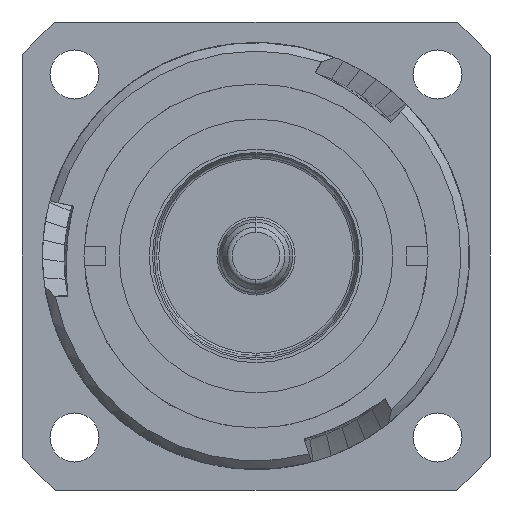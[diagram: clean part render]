
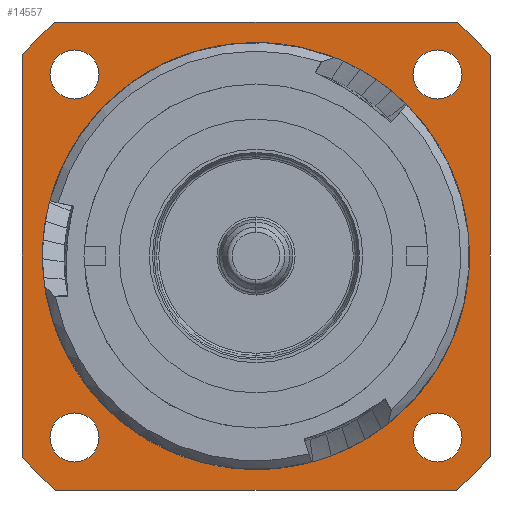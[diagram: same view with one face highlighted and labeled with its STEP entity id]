
A CAD part, left-side view. The second image highlights one B-rep face of the part: STEP entity #14557.
In plain terms, the highlighted planar face has unit normal (-1, 0, 0).
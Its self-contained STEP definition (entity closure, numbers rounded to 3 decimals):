
#334=CARTESIAN_POINT('',(23.15,0.,0.));
#335=DIRECTION('',(1.,0.,0.));
#336=DIRECTION('',(0.,1.,0.));
#337=AXIS2_PLACEMENT_3D('',#334,#335,#336);
#1278=CARTESIAN_POINT('',(23.15,0.,0.));
#1279=DIRECTION('',(-1.,0.,0.));
#1280=DIRECTION('',(0.,1.,0.));
#1281=AXIS2_PLACEMENT_3D('',#1278,#1279,#1280);
#3001=DIRECTION('',(0.,1.,0.));
#3002=VECTOR('',#3001,35.112);
#3003=CARTESIAN_POINT('',(23.15,-17.556,-20.5));
#3004=LINE('696',#3003,#3002);
#3005=CARTESIAN_POINT('',(23.15,0.,0.));
#3006=DIRECTION('',(-1.,0.,0.));
#3007=DIRECTION('',(0.,0.76,-0.65));
#3008=AXIS2_PLACEMENT_3D('',#3005,#3006,#3007);
#3010=DIRECTION('',(0.,0.,1.));
#3011=VECTOR('',#3010,35.112);
#3012=CARTESIAN_POINT('',(23.15,20.5,-17.556));
#3013=LINE('699',#3012,#3011);
#3014=CARTESIAN_POINT('',(23.15,0.,0.));
#3015=DIRECTION('',(1.,0.,0.));
#3016=DIRECTION('',(0.,0.76,0.65));
#3017=AXIS2_PLACEMENT_3D('',#3014,#3015,#3016);
#3019=DIRECTION('',(0.,-1.,0.));
#3020=VECTOR('',#3019,35.112);
#3021=CARTESIAN_POINT('',(23.15,17.556,20.5));
#3022=LINE('698',#3021,#3020);
#3023=CARTESIAN_POINT('',(23.15,0.,0.));
#3024=DIRECTION('',(1.,0.,0.));
#3025=DIRECTION('',(0.,-0.65,0.76));
#3026=AXIS2_PLACEMENT_3D('',#3023,#3024,#3025);
#3028=DIRECTION('',(0.,0.,-1.));
#3029=VECTOR('',#3028,35.112);
#3030=CARTESIAN_POINT('',(23.15,-20.5,17.556));
#3031=LINE('697',#3030,#3029);
#3032=CARTESIAN_POINT('',(23.15,0.,0.));
#3033=DIRECTION('',(-1.,0.,0.));
#3034=DIRECTION('',(0.,-0.65,-0.76));
#3035=AXIS2_PLACEMENT_3D('',#3032,#3033,#3034);
#3037=CARTESIAN_POINT('',(23.15,15.9,-15.9));
#3038=DIRECTION('',(-1.,0.,0.));
#3039=DIRECTION('',(0.,0.,1.));
#3040=AXIS2_PLACEMENT_3D('',#3037,#3038,#3039);
#3042=CARTESIAN_POINT('',(23.15,15.9,-15.9));
#3043=DIRECTION('',(-1.,0.,0.));
#3044=DIRECTION('',(0.,0.,-1.));
#3045=AXIS2_PLACEMENT_3D('',#3042,#3043,#3044);
#3047=CARTESIAN_POINT('',(23.15,15.9,15.9));
#3048=DIRECTION('',(-1.,0.,0.));
#3049=DIRECTION('',(0.,0.,1.));
#3050=AXIS2_PLACEMENT_3D('',#3047,#3048,#3049);
#3052=CARTESIAN_POINT('',(23.15,15.9,15.9));
#3053=DIRECTION('',(-1.,0.,0.));
#3054=DIRECTION('',(0.,0.,-1.));
#3055=AXIS2_PLACEMENT_3D('',#3052,#3053,#3054);
#3057=CARTESIAN_POINT('',(23.15,-15.9,15.9));
#3058=DIRECTION('',(-1.,0.,0.));
#3059=DIRECTION('',(0.,0.,1.));
#3060=AXIS2_PLACEMENT_3D('',#3057,#3058,#3059);
#3062=CARTESIAN_POINT('',(23.15,-15.9,15.9));
#3063=DIRECTION('',(-1.,0.,0.));
#3064=DIRECTION('',(0.,0.,-1.));
#3065=AXIS2_PLACEMENT_3D('',#3062,#3063,#3064);
#3067=CARTESIAN_POINT('',(23.15,-15.9,-15.9));
#3068=DIRECTION('',(-1.,0.,0.));
#3069=DIRECTION('',(0.,0.,1.));
#3070=AXIS2_PLACEMENT_3D('',#3067,#3068,#3069);
#3072=CARTESIAN_POINT('',(23.15,-15.9,-15.9));
#3073=DIRECTION('',(-1.,0.,0.));
#3074=DIRECTION('',(0.,0.,-1.));
#3075=AXIS2_PLACEMENT_3D('',#3072,#3073,#3074);
#6040=CARTESIAN_POINT('',(23.15,18.7,0.));
#6041=CARTESIAN_POINT('',(23.15,-18.7,0.));
#6042=VERTEX_POINT('',#6040);
#6043=VERTEX_POINT('',#6041);
#6060=CARTESIAN_POINT('',(23.15,-17.556,-20.5));
#6061=CARTESIAN_POINT('',(23.15,17.556,-20.5));
#6062=VERTEX_POINT('',#6060);
#6063=VERTEX_POINT('',#6061);
#6064=CARTESIAN_POINT('',(23.15,-20.5,17.556));
#6065=CARTESIAN_POINT('',(23.15,-20.5,-17.556));
#6066=VERTEX_POINT('',#6064);
#6067=VERTEX_POINT('',#6065);
#6068=CARTESIAN_POINT('',(23.15,17.556,20.5));
#6069=CARTESIAN_POINT('',(23.15,-17.556,20.5));
#6070=VERTEX_POINT('',#6068);
#6071=VERTEX_POINT('',#6069);
#6072=CARTESIAN_POINT('',(23.15,20.5,-17.556));
#6073=CARTESIAN_POINT('',(23.15,20.5,17.556));
#6074=VERTEX_POINT('',#6072);
#6075=VERTEX_POINT('',#6073);
#6579=CARTESIAN_POINT('',(23.15,15.9,-13.75));
#6580=CARTESIAN_POINT('',(23.15,15.9,-18.05));
#6581=VERTEX_POINT('',#6579);
#6582=VERTEX_POINT('',#6580);
#6583=CARTESIAN_POINT('',(23.15,15.9,18.05));
#6584=CARTESIAN_POINT('',(23.15,15.9,13.75));
#6585=VERTEX_POINT('',#6583);
#6586=VERTEX_POINT('',#6584);
#6587=CARTESIAN_POINT('',(23.15,-15.9,18.05));
#6588=CARTESIAN_POINT('',(23.15,-15.9,13.75));
#6589=VERTEX_POINT('',#6587);
#6590=VERTEX_POINT('',#6588);
#6591=CARTESIAN_POINT('',(23.15,-15.9,-13.75));
#6592=CARTESIAN_POINT('',(23.15,-15.9,-18.05));
#6593=VERTEX_POINT('',#6591);
#6594=VERTEX_POINT('',#6592);
#14506=CARTESIAN_POINT('',(23.15,0.,0.));
#14507=DIRECTION('',(1.,0.,0.));
#14508=DIRECTION('',(0.,-1.,0.));
#14509=AXIS2_PLACEMENT_3D('',#14506,#14507,#14508);
#14510=PLANE('250',#14509);
#14512=ORIENTED_EDGE('696',*,*,#14511,.T.);
#14514=ORIENTED_EDGE('825',*,*,#14513,.F.);
#14516=ORIENTED_EDGE('699',*,*,#14515,.T.);
#14518=ORIENTED_EDGE('821',*,*,#14517,.T.);
#14520=ORIENTED_EDGE('698',*,*,#14519,.T.);
#14522=ORIENTED_EDGE('822',*,*,#14521,.T.);
#14524=ORIENTED_EDGE('697',*,*,#14523,.T.);
#14526=ORIENTED_EDGE('826',*,*,#14525,.F.);
#14527=EDGE_LOOP('250',(#14512,#14514,#14516,#14518,#14520,#14522,#14524,
#14526));
#14528=FACE_OUTER_BOUND('250',#14527,.F.);
#14529=ORIENTED_EDGE('691',*,*,#7787,.T.);
#14530=ORIENTED_EDGE('689',*,*,#7474,.F.);
#14531=EDGE_LOOP('250',(#14529,#14530));
#14532=FACE_BOUND('250',#14531,.F.);
#14534=ORIENTED_EDGE('1277',*,*,#14533,.T.);
#14536=ORIENTED_EDGE('1278',*,*,#14535,.T.);
#14537=EDGE_LOOP('250',(#14534,#14536));
#14538=FACE_BOUND('250',#14537,.F.);
#14540=ORIENTED_EDGE('1279',*,*,#14539,.T.);
#14542=ORIENTED_EDGE('1280',*,*,#14541,.T.);
#14543=EDGE_LOOP('250',(#14540,#14542));
#14544=FACE_BOUND('250',#14543,.F.);
#14546=ORIENTED_EDGE('1281',*,*,#14545,.T.);
#14548=ORIENTED_EDGE('1282',*,*,#14547,.T.);
#14549=EDGE_LOOP('250',(#14546,#14548));
#14550=FACE_BOUND('250',#14549,.F.);
#14552=ORIENTED_EDGE('1283',*,*,#14551,.T.);
#14554=ORIENTED_EDGE('1284',*,*,#14553,.T.);
#14555=EDGE_LOOP('250',(#14552,#14554));
#14556=FACE_BOUND('250',#14555,.F.);
#338=CIRCLE('689',#337,18.7);
#1282=CIRCLE('691',#1281,18.7);
#3009=CIRCLE('825',#3008,26.99);
#3018=CIRCLE('821',#3017,26.99);
#3027=CIRCLE('822',#3026,26.99);
#3036=CIRCLE('826',#3035,26.99);
#3041=CIRCLE('1277',#3040,2.15);
#3046=CIRCLE('1278',#3045,2.15);
#3051=CIRCLE('1279',#3050,2.15);
#3056=CIRCLE('1280',#3055,2.15);
#3061=CIRCLE('1281',#3060,2.15);
#3066=CIRCLE('1282',#3065,2.15);
#3071=CIRCLE('1283',#3070,2.15);
#3076=CIRCLE('1284',#3075,2.15);
#7474=EDGE_CURVE('689',#6042,#6043,#338,.T.);
#7787=EDGE_CURVE('691',#6042,#6043,#1282,.T.);
#14511=EDGE_CURVE('696',#6062,#6063,#3004,.T.);
#14513=EDGE_CURVE('825',#6074,#6063,#3009,.T.);
#14515=EDGE_CURVE('699',#6074,#6075,#3013,.T.);
#14517=EDGE_CURVE('821',#6075,#6070,#3018,.T.);
#14519=EDGE_CURVE('698',#6070,#6071,#3022,.T.);
#14521=EDGE_CURVE('822',#6071,#6066,#3027,.T.);
#14523=EDGE_CURVE('697',#6066,#6067,#3031,.T.);
#14525=EDGE_CURVE('826',#6062,#6067,#3036,.T.);
#14533=EDGE_CURVE('1277',#6581,#6582,#3041,.T.);
#14535=EDGE_CURVE('1278',#6582,#6581,#3046,.T.);
#14539=EDGE_CURVE('1279',#6585,#6586,#3051,.T.);
#14541=EDGE_CURVE('1280',#6586,#6585,#3056,.T.);
#14545=EDGE_CURVE('1281',#6589,#6590,#3061,.T.);
#14547=EDGE_CURVE('1282',#6590,#6589,#3066,.T.);
#14551=EDGE_CURVE('1283',#6593,#6594,#3071,.T.);
#14553=EDGE_CURVE('1284',#6594,#6593,#3076,.T.);
#14557=ADVANCED_FACE('250',(#14528,#14532,#14538,#14544,#14550,#14556),#14510,
.F.);
